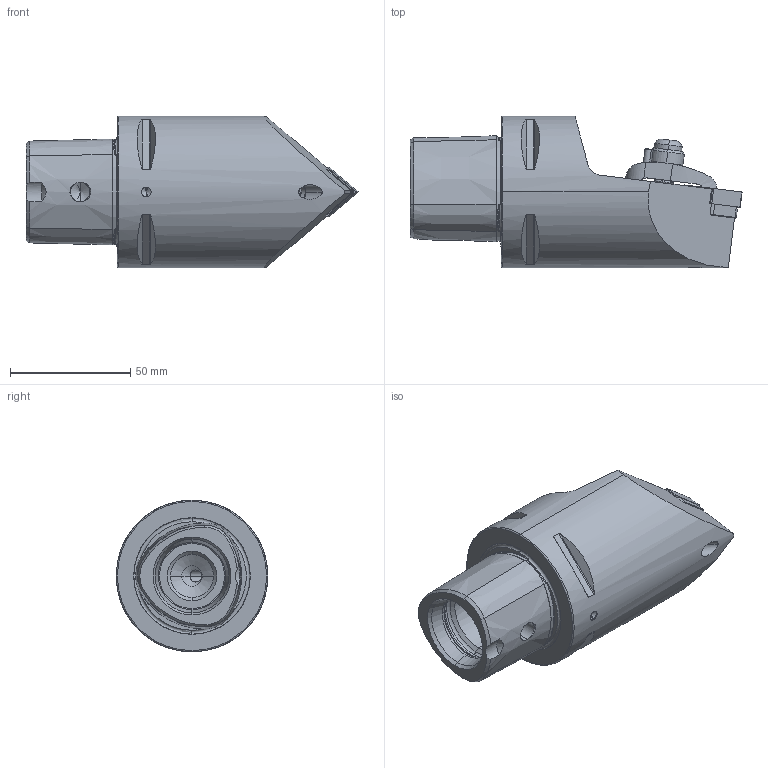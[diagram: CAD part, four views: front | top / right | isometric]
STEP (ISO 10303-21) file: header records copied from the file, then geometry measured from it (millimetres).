
FILE_DESCRIPTION (( 'STEP AP203' ), '1' );
FILE_NAME ('PS6-KCE.NMA.100.STEP', '2013-10-28T16:31:00', ( 'baer' ), ( 'Hewlett-Packard Company' ), 'SwSTEP 2.0', 'SolidWorks 2012', '' );
FILE_SCHEMA (( 'CONFIG_CONTROL_DESIGN' ));
Length unit declared in the file: millimetre
Products named in the file (11): ISO 13337 - 3 x 12_PreviewCfg; WCC-ER5.102.012_B; PS6-KCE.NMA.100_A; CNMG160604; KVT_MB_600_060; WCC-ER3.102.029_C; WCE-ER2.101.004_A; WCE-ER2.001.012_A; WCC-ER4.103.032_A; WCC-ER5.102.005_A; PS6-KCE.NMA.100
Assembly tree (10 placements, depth 2):
  PS6-KCE.NMA.100
    PS6-KCE.NMA.100_A
    CNMG160604
    WCE-ER2.101.004_A
    WCE-ER2.001.012_A
    WCC-ER3.102.029_C
    KVT_MB_600_060
    WCC-ER4.103.032_A
    WCC-ER5.102.005_A
    WCC-ER5.102.012_B
    ISO 13337 - 3 x 12_PreviewCfg
Bounding box: 138 x 63 x 63 mm (x, y, z)
Volume: 220384.7 mm3; surface area: 38190.6 mm2
Topology: 11 solids, 11 shells, 418 faces, 1003 edges, 599 vertices
Faces by surface type: cylinder 128, cone 124, plane 97, torus 55, bspline 12, sphere 2
Entity records: 14450 total; most frequent: CARTESIAN_POINT 3766, DIRECTION 2067, ORIENTED_EDGE 1964, EDGE_CURVE 982, AXIS2_PLACEMENT_3D 841, VERTEX_POINT 596, EDGE_LOOP 450, CIRCLE 422
